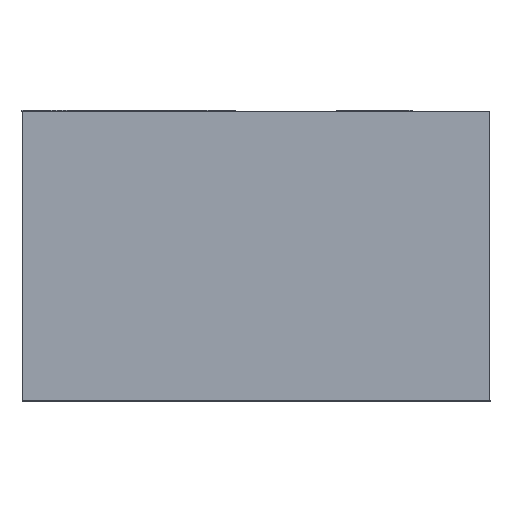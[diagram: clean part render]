
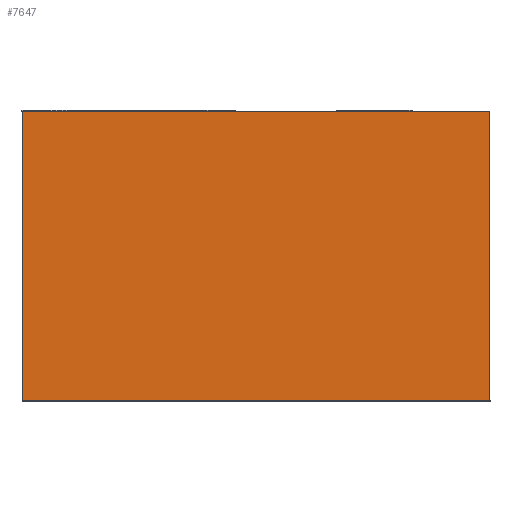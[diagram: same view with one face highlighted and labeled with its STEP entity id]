
A CAD part, left-side view. The second image highlights one B-rep face of the part: STEP entity #7647.
In plain terms, the highlighted planar face has unit normal (-1, 0, 0).
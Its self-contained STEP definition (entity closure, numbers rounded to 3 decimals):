
#1062 = CARTESIAN_POINT ( 'NONE',  ( -6.4, 1.5, 0. ) ) ;
#1348 = ORIENTED_EDGE ( 'NONE', *, *, #7418, .T. ) ;
#2059 = DIRECTION ( 'NONE',  ( 0., 1., 0. ) ) ;
#2516 = EDGE_CURVE ( 'NONE', #12328, #11435, #13201, .T. ) ;
#2589 = CARTESIAN_POINT ( 'NONE',  ( -6.4, 1.5, 0. ) ) ;
#2601 = CARTESIAN_POINT ( 'NONE',  ( -6.4, -3.5, 3.09 ) ) ;
#2826 = DIRECTION ( 'NONE',  ( 0., 0., 1. ) ) ;
#2847 = LINE ( 'NONE', #4570, #4326 ) ;
#2927 = VECTOR ( 'NONE', #4194, 1000. ) ;
#3970 = LINE ( 'NONE', #8590, #14575 ) ;
#4194 = DIRECTION ( 'NONE',  ( 0., 1., 0. ) ) ;
#4326 = VECTOR ( 'NONE', #2059, 1000. ) ;
#4570 = CARTESIAN_POINT ( 'NONE',  ( -6.4, -3.5, 3.09 ) ) ;
#5060 = ORIENTED_EDGE ( 'NONE', *, *, #5268, .F. ) ;
#5268 = EDGE_CURVE ( 'NONE', #11435, #10764, #15085, .T. ) ;
#6823 = AXIS2_PLACEMENT_3D ( 'NONE', #13030, #9180, #8039 ) ;
#7418 = EDGE_CURVE ( 'NONE', #10699, #10764, #2847, .T. ) ;
#7647 = ADVANCED_FACE ( 'NONE', ( #11864 ), #8268, .T. ) ;
#7853 = ORIENTED_EDGE ( 'NONE', *, *, #2516, .F. ) ;
#8039 = DIRECTION ( 'NONE',  ( 0., 0., 1. ) ) ;
#8141 = CARTESIAN_POINT ( 'NONE',  ( -6.4, -3.5, 0. ) ) ;
#8268 = PLANE ( 'NONE',  #6823 ) ;
#8511 = CARTESIAN_POINT ( 'NONE',  ( -6.4, -3.5, 0. ) ) ;
#8590 = CARTESIAN_POINT ( 'NONE',  ( -6.4, -3.5, 0. ) ) ;
#9180 = DIRECTION ( 'NONE',  ( -1., 0., 0. ) ) ;
#10318 = DIRECTION ( 'NONE',  ( 0., 0., 1. ) ) ;
#10526 = EDGE_LOOP ( 'NONE', ( #14235, #1348, #5060, #7853 ) ) ;
#10699 = VERTEX_POINT ( 'NONE', #2601 ) ;
#10764 = VERTEX_POINT ( 'NONE', #11328 ) ;
#11328 = CARTESIAN_POINT ( 'NONE',  ( -6.4, 1.5, 3.09 ) ) ;
#11435 = VERTEX_POINT ( 'NONE', #2589 ) ;
#11864 = FACE_OUTER_BOUND ( 'NONE', #10526, .T. ) ;
#11908 = VECTOR ( 'NONE', #10318, 1000. ) ;
#12328 = VERTEX_POINT ( 'NONE', #8141 ) ;
#13030 = CARTESIAN_POINT ( 'NONE',  ( -6.4, -3.5, 0. ) ) ;
#13201 = LINE ( 'NONE', #8511, #2927 ) ;
#13349 = EDGE_CURVE ( 'NONE', #12328, #10699, #3970, .T. ) ;
#14235 = ORIENTED_EDGE ( 'NONE', *, *, #13349, .T. ) ;
#14575 = VECTOR ( 'NONE', #2826, 1000. ) ;
#15085 = LINE ( 'NONE', #1062, #11908 ) ;
